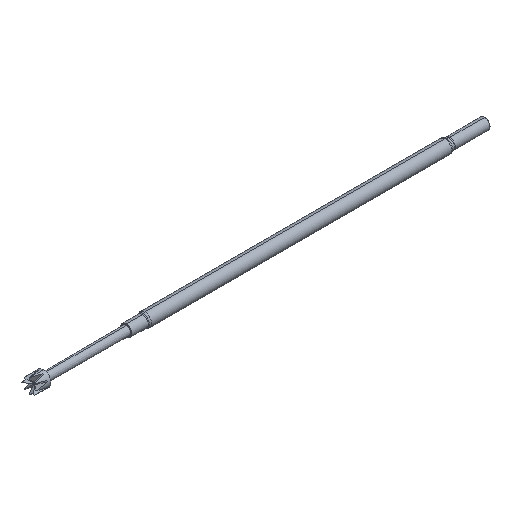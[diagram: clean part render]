
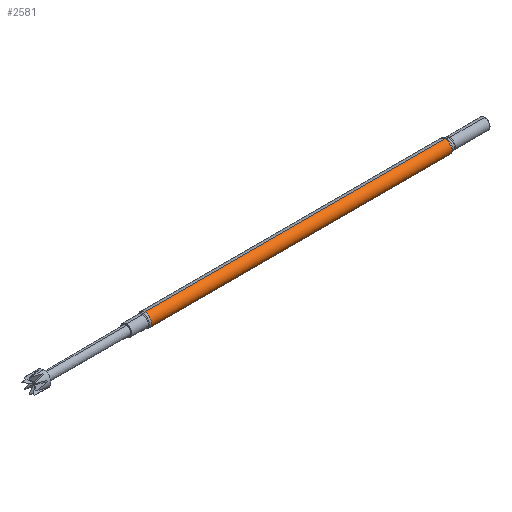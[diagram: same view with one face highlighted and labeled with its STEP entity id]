
A CAD part, isometric view. The second image highlights one B-rep face of the part: STEP entity #2581.
In plain terms, the highlighted cylindrical face has radius 0.51 mm (diameter 1.021 mm), a partial arc.
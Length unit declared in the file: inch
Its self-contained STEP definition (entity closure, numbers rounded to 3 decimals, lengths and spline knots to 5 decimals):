
#139 = CARTESIAN_POINT ( 'NONE',  ( 1.1655, 0., 0. ) ) ;
#400 = DIRECTION ( 'NONE',  ( 1., 0., 0. ) ) ;
#448 = DIRECTION ( 'NONE',  ( 1., 0., 0. ) ) ;
#845 = CARTESIAN_POINT ( 'NONE',  ( 0.986, 0., 0.0201 ) ) ;
#910 = ORIENTED_EDGE ( 'NONE', *, *, #3532, .T. ) ;
#911 = EDGE_CURVE ( 'NONE', #3649, #2818, #2073, .T. ) ;
#953 = DIRECTION ( 'NONE',  ( 1., 0., 0. ) ) ;
#985 = CARTESIAN_POINT ( 'NONE',  ( 0.986, 0., 0. ) ) ;
#1006 = CARTESIAN_POINT ( 'NONE',  ( 1.1655, 0., 0.0201 ) ) ;
#1450 = LINE ( 'NONE', #5303, #6054 ) ;
#1492 = CARTESIAN_POINT ( 'NONE',  ( 0.05786, 0., 0.0201 ) ) ;
#1973 = DIRECTION ( 'NONE',  ( 0., 0., -1. ) ) ;
#2073 = LINE ( 'NONE', #1006, #5482 ) ;
#2201 = FACE_OUTER_BOUND ( 'NONE', #4880, .T. ) ;
#2311 = DIRECTION ( 'NONE',  ( 1., 0., 0. ) ) ;
#2519 = ORIENTED_EDGE ( 'NONE', *, *, #911, .F. ) ;
#2581 = ADVANCED_FACE ( 'NONE', ( #2201 ), #4989, .T. ) ;
#2818 = VERTEX_POINT ( 'NONE', #845 ) ;
#2896 = EDGE_CURVE ( 'NONE', #3649, #6469, #3909, .T. ) ;
#2899 = AXIS2_PLACEMENT_3D ( 'NONE', #139, #2311, #4460 ) ;
#3083 = DIRECTION ( 'NONE',  ( 1., 0., 0. ) ) ;
#3127 = CARTESIAN_POINT ( 'NONE',  ( 0.05786, 0., 0. ) ) ;
#3532 = EDGE_CURVE ( 'NONE', #6469, #4107, #1450, .T. ) ;
#3593 = DIRECTION ( 'NONE',  ( 0., 0., -1. ) ) ;
#3649 = VERTEX_POINT ( 'NONE', #1492 ) ;
#3909 = CIRCLE ( 'NONE', #5936, 0.0201 ) ;
#4058 = EDGE_CURVE ( 'NONE', #2818, #4107, #4624, .T. ) ;
#4107 = VERTEX_POINT ( 'NONE', #6966 ) ;
#4460 = DIRECTION ( 'NONE',  ( 0., 0., -1. ) ) ;
#4624 = CIRCLE ( 'NONE', #5418, 0.0201 ) ;
#4661 = ORIENTED_EDGE ( 'NONE', *, *, #2896, .T. ) ;
#4880 = EDGE_LOOP ( 'NONE', ( #2519, #4661, #910, #6858 ) ) ;
#4989 = CYLINDRICAL_SURFACE ( 'NONE', #2899, 0.0201 ) ;
#5303 = CARTESIAN_POINT ( 'NONE',  ( 1.1655, 0., -0.0201 ) ) ;
#5418 = AXIS2_PLACEMENT_3D ( 'NONE', #985, #3083, #1973 ) ;
#5482 = VECTOR ( 'NONE', #400, 39.37008 ) ;
#5936 = AXIS2_PLACEMENT_3D ( 'NONE', #3127, #953, #3593 ) ;
#6054 = VECTOR ( 'NONE', #448, 39.37008 ) ;
#6469 = VERTEX_POINT ( 'NONE', #6746 ) ;
#6746 = CARTESIAN_POINT ( 'NONE',  ( 0.05786, 0., -0.0201 ) ) ;
#6858 = ORIENTED_EDGE ( 'NONE', *, *, #4058, .F. ) ;
#6966 = CARTESIAN_POINT ( 'NONE',  ( 0.986, 0., -0.0201 ) ) ;
